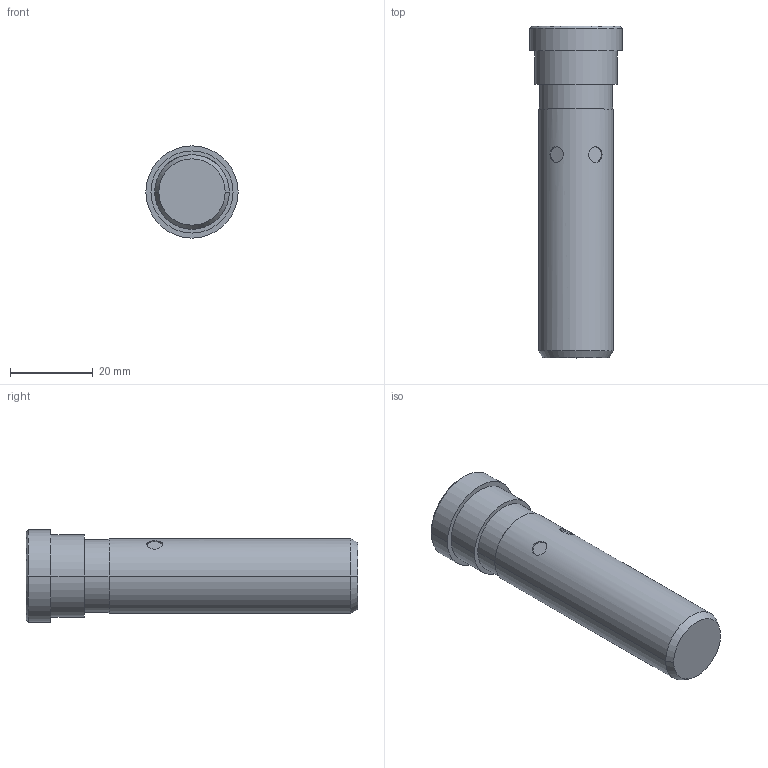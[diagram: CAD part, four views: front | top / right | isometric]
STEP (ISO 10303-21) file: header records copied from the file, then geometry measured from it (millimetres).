
FILE_DESCRIPTION((''),'2;1');
FILE_NAME('DM_CAD-2676_SW0001','2017-08-01T',('creinig-se'),(''),'PRO/ENGINEER BY PARAMETRIC TECHNOLOGY CORPORATION, 2015440','PRO/ENGINEER BY PARAMETRIC TECHNOLOGY CORPORATION, 2015440','');
FILE_SCHEMA(('CONFIG_CONTROL_DESIGN'));
Length unit declared in the file: millimetre
Products named in the file (1): DM_CAD-2676_SW0001
Bounding box: 22.23 x 80 x 22.23 mm (x, y, z)
Volume: 19833 mm3; surface area: 5957.8 mm2
Topology: 1 solids, 1 shells, 64 faces, 206 edges, 208 vertices
Faces by surface type: cylinder 31, plane 18, cone 10, torus 5
Entity records: 3060 total; most frequent: CARTESIAN_POINT 579, DIRECTION 414, ORIENTED_EDGE 310, AXIS2_PLACEMENT_3D 165, EDGE_CURVE 155, PRESENTATION_STYLE_ASSIGNMENT 116, STYLED_ITEM 116, VERTEX_POINT 106
